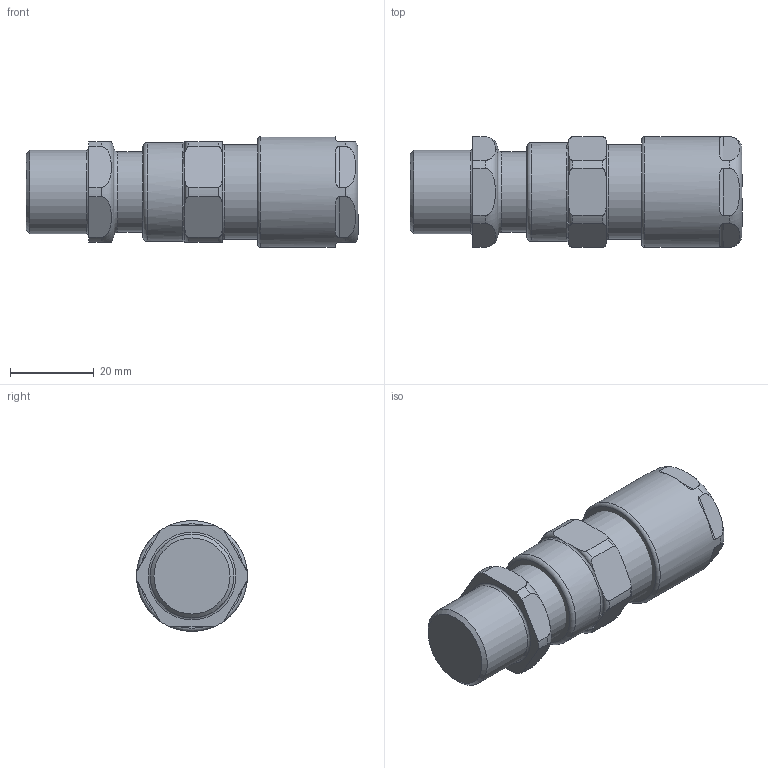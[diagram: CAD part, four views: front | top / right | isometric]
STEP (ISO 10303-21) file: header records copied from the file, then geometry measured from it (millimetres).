
FILE_DESCRIPTION(/* description */ (''),/* implementation_level */ '2;1');
FILE_NAME(/* name */ '501_453_RAC_X O.stp',/* time_stamp */ '2019-08-02T16:29:47+06:00',/* author */ ('vinaykumark'),/* organization */ (''),/* preprocessor_version */ 'ST-DEVELOPER v16.13',/* originating_system */ 'Autodesk Inventor 2018',/* authorisation */ '');
FILE_SCHEMA (('AUTOMOTIVE_DESIGN { 1 0 10303 214 3 1 1 }'));
Length unit declared in the file: millimetre
Products named in the file (1): 501_453_RAC_X A
Bounding box: 79.46 x 26.5 x 26.5 mm (x, y, z)
Volume: 49330.7 mm3; surface area: 18317.6 mm2
Topology: 9 solids, 9 shells, 379 faces, 974 edges, 625 vertices
Faces by surface type: torus 146, cylinder 90, plane 78, cone 63, sphere 2
Full cylindrical faces by diameter (mm): 0.6 x6, 12 x1, 16 x1, 16.05 x1, 16.3 x2, 18 x1, 19 x4, 19.15 x1, 20 x1, 20.512 x1, 22.6 x1, 23 x1, 23.65 x1, 24 x1, 26.5 x1
Entity records: 12924 total; most frequent: CARTESIAN_POINT 3688, DIRECTION 1952, ORIENTED_EDGE 1744, AXIS2_PLACEMENT_3D 886, EDGE_CURVE 872, VERTEX_POINT 614, EDGE_LOOP 484, ADVANCED_FACE 379
